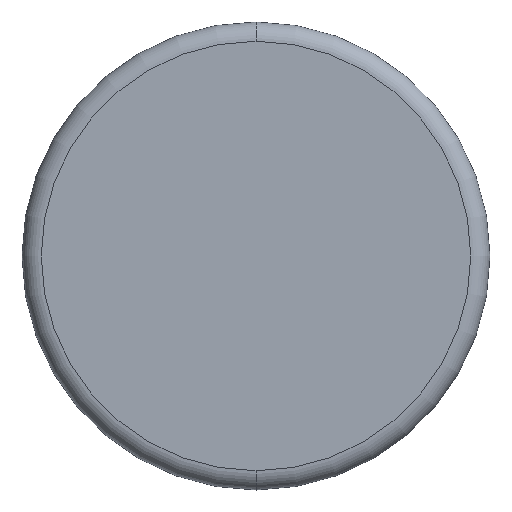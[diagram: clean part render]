
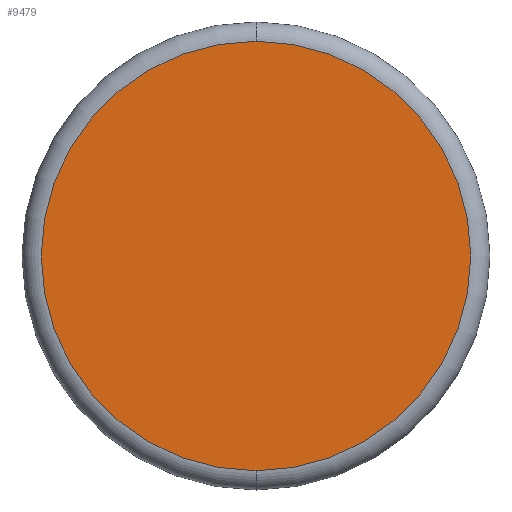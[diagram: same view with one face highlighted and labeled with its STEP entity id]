
A CAD part, left-side view. The second image highlights one B-rep face of the part: STEP entity #9479.
In plain terms, the highlighted planar face has unit normal (-1, 0, 0).
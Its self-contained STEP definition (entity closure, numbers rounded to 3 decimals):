
#420 = DIRECTION ( 'NONE',  ( 1., 0., 0. ) ) ;
#1400 = CIRCLE ( 'NONE', #10601, 333.841 ) ;
#1507 = AXIS2_PLACEMENT_3D ( 'NONE', #8085, #420, #9517 ) ;
#2327 = DIRECTION ( 'NONE',  ( -1., 0., 0. ) ) ;
#2741 = EDGE_LOOP ( 'NONE', ( #8369, #7970 ) ) ;
#3604 = FACE_OUTER_BOUND ( 'NONE', #2741, .T. ) ;
#4588 = VERTEX_POINT ( 'NONE', #15821 ) ;
#4691 = CARTESIAN_POINT ( 'NONE',  ( 692.425, -1060.293, 1928.549 ) ) ;
#7401 = EDGE_CURVE ( 'NONE', #15352, #4588, #16084, .T. ) ;
#7454 = AXIS2_PLACEMENT_3D ( 'NONE', #16654, #10246, #15381 ) ;
#7970 = ORIENTED_EDGE ( 'NONE', *, *, #7401, .T. ) ;
#8085 = CARTESIAN_POINT ( 'NONE',  ( 692.425, 0., 0. ) ) ;
#8369 = ORIENTED_EDGE ( 'NONE', *, *, #14745, .T. ) ;
#9479 = ADVANCED_FACE ( 'NONE', ( #3604 ), #12497, .F. ) ;
#9517 = DIRECTION ( 'NONE',  ( 0., 0., -1. ) ) ;
#10246 = DIRECTION ( 'NONE',  ( -1., 0., 0. ) ) ;
#10601 = AXIS2_PLACEMENT_3D ( 'NONE', #4691, #2327, #16282 ) ;
#12497 = PLANE ( 'NONE',  #1507 ) ;
#14745 = EDGE_CURVE ( 'NONE', #4588, #15352, #1400, .T. ) ;
#15163 = CARTESIAN_POINT ( 'NONE',  ( 692.425, -1060.293, 2262.39 ) ) ;
#15352 = VERTEX_POINT ( 'NONE', #15163 ) ;
#15381 = DIRECTION ( 'NONE',  ( 0., 0., -1. ) ) ;
#15821 = CARTESIAN_POINT ( 'NONE',  ( 692.425, -1060.293, 1594.708 ) ) ;
#16084 = CIRCLE ( 'NONE', #7454, 333.841 ) ;
#16282 = DIRECTION ( 'NONE',  ( 0., 0., -1. ) ) ;
#16654 = CARTESIAN_POINT ( 'NONE',  ( 692.425, -1060.293, 1928.549 ) ) ;
